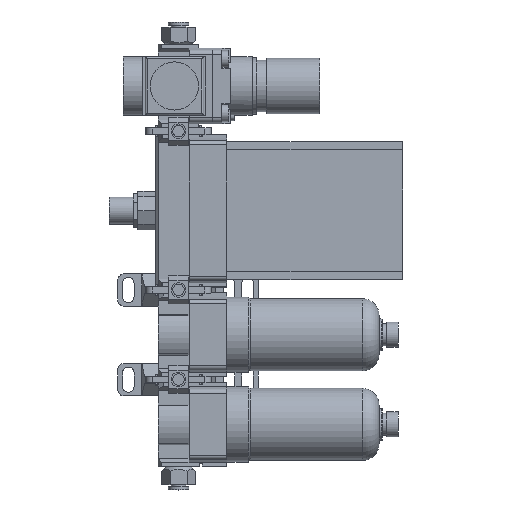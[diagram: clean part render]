
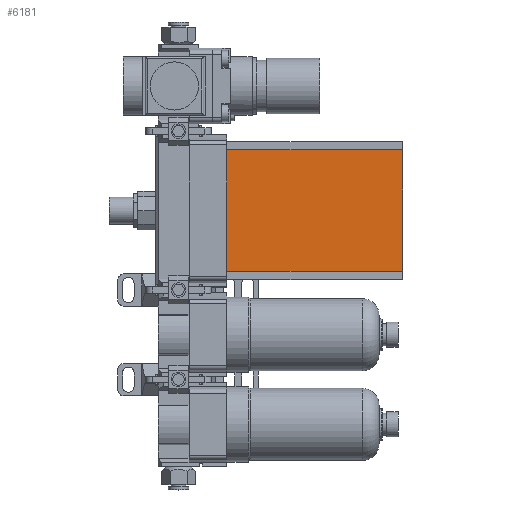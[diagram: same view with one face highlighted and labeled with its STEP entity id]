
A CAD part, top view. The second image highlights one B-rep face of the part: STEP entity #6181.
In plain terms, the highlighted planar face has unit normal (0, 0, 1).
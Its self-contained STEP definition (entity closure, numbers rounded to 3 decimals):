
#6181=ADVANCED_FACE('',(#7349),#6810,.T.);
#6810=PLANE('',#19022);
#7349=FACE_OUTER_BOUND('',#8167,.T.);
#8167=EDGE_LOOP('',(#10738,#10739,#10740,#10741));
#10738=ORIENTED_EDGE('',*,*,#14187,.F.);
#10739=ORIENTED_EDGE('',*,*,#14283,.F.);
#10740=ORIENTED_EDGE('',*,*,#14284,.T.);
#10741=ORIENTED_EDGE('',*,*,#14285,.T.);
#12696=VERTEX_POINT('',#25133);
#12707=VERTEX_POINT('',#25154);
#12757=VERTEX_POINT('',#25350);
#12758=VERTEX_POINT('',#25354);
#14187=EDGE_CURVE('',#12707,#12696,#15685,.T.);
#14283=EDGE_CURVE('',#12757,#12707,#15758,.T.);
#14284=EDGE_CURVE('',#12757,#12758,#15759,.T.);
#14285=EDGE_CURVE('',#12758,#12696,#15760,.T.);
#15685=LINE('',#25155,#17008);
#15758=LINE('',#25351,#17081);
#15759=LINE('',#25353,#17082);
#15760=LINE('',#25355,#17083);
#17008=VECTOR('',#21502,1.);
#17081=VECTOR('',#21721,1.);
#17082=VECTOR('',#21724,1.);
#17083=VECTOR('',#21725,1.);
#19022=AXIS2_PLACEMENT_3D('',#25356,#21726,#21727);
#21502=DIRECTION('',(0.,1.,0.));
#21721=DIRECTION('',(-1.,0.,0.));
#21724=DIRECTION('',(0.,1.,0.));
#21725=DIRECTION('',(-1.,0.,0.));
#21726=DIRECTION('',(0.,0.,1.));
#21727=DIRECTION('',(0.,1.,0.));
#25133=CARTESIAN_POINT('',(23.,161.,17.5));
#25154=CARTESIAN_POINT('',(23.,103.,17.5));
#25155=CARTESIAN_POINT('',(23.,103.,17.5));
#25350=CARTESIAN_POINT('',(107.,103.,17.5));
#25351=CARTESIAN_POINT('',(107.,103.,17.5));
#25353=CARTESIAN_POINT('',(107.,103.,17.5));
#25354=CARTESIAN_POINT('',(107.,161.,17.5));
#25355=CARTESIAN_POINT('',(107.,161.,17.5));
#25356=CARTESIAN_POINT('',(107.,103.,17.5));
